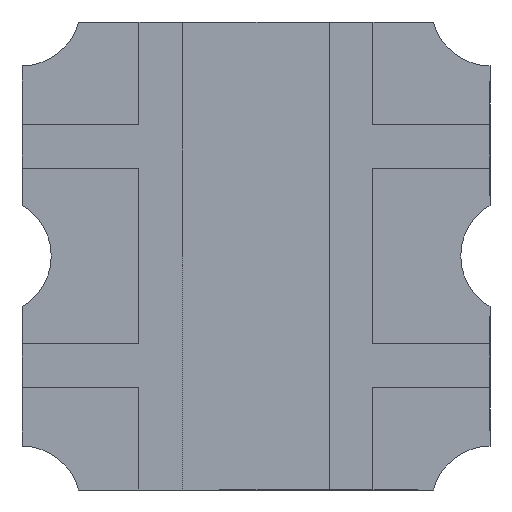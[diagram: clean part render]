
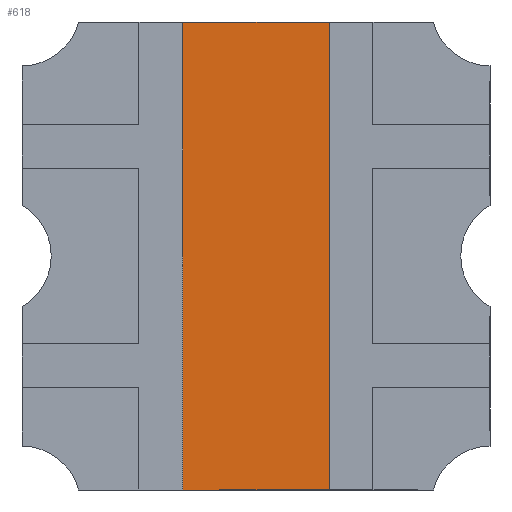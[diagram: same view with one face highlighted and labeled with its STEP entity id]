
A CAD part, front view. The second image highlights one B-rep face of the part: STEP entity #618.
In plain terms, the highlighted planar face has unit normal (0, -1, 0).
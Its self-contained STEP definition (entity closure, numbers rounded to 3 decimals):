
#57 = DIRECTION ( 'NONE',  ( 0., -1., 0. ) ) ;
#104 = CARTESIAN_POINT ( 'NONE',  ( 0.25, 0., 0.8 ) ) ;
#138 = CARTESIAN_POINT ( 'NONE',  ( -0.25, 0., -0.8 ) ) ;
#139 = DIRECTION ( 'NONE',  ( 0., 0., -1. ) ) ;
#142 = LINE ( 'NONE', #104, #190 ) ;
#190 = VECTOR ( 'NONE', #468, 1000. ) ;
#259 = ORIENTED_EDGE ( 'NONE', *, *, #1073, .F. ) ;
#262 = DIRECTION ( 'NONE',  ( 0., 0., 1. ) ) ;
#269 = EDGE_CURVE ( 'NONE', #880, #302, #142, .T. ) ;
#294 = ORIENTED_EDGE ( 'NONE', *, *, #1113, .T. ) ;
#302 = VERTEX_POINT ( 'NONE', #1332 ) ;
#350 = VECTOR ( 'NONE', #651, 1000. ) ;
#367 = CARTESIAN_POINT ( 'NONE',  ( -0.25, 0., 0.8 ) ) ;
#384 = PLANE ( 'NONE',  #1310 ) ;
#417 = VERTEX_POINT ( 'NONE', #138 ) ;
#468 = DIRECTION ( 'NONE',  ( 0., 0., -1. ) ) ;
#586 = LINE ( 'NONE', #707, #350 ) ;
#618 = ADVANCED_FACE ( 'NONE', ( #1401 ), #384, .T. ) ;
#641 = CARTESIAN_POINT ( 'NONE',  ( -0.8, 0., -0.85 ) ) ;
#651 = DIRECTION ( 'NONE',  ( 1., 0., 0. ) ) ;
#703 = CARTESIAN_POINT ( 'NONE',  ( -0.606, 0., 0.8 ) ) ;
#707 = CARTESIAN_POINT ( 'NONE',  ( -0.606, 0., -0.8 ) ) ;
#786 = VERTEX_POINT ( 'NONE', #1247 ) ;
#798 = VECTOR ( 'NONE', #894, 1000. ) ;
#815 = LINE ( 'NONE', #367, #963 ) ;
#830 = ORIENTED_EDGE ( 'NONE', *, *, #269, .F. ) ;
#880 = VERTEX_POINT ( 'NONE', #1365 ) ;
#894 = DIRECTION ( 'NONE',  ( 1., 0., 0. ) ) ;
#963 = VECTOR ( 'NONE', #262, 1000. ) ;
#1073 = EDGE_CURVE ( 'NONE', #417, #786, #815, .T. ) ;
#1113 = EDGE_CURVE ( 'NONE', #417, #302, #586, .T. ) ;
#1247 = CARTESIAN_POINT ( 'NONE',  ( -0.25, 0., 0.8 ) ) ;
#1260 = ORIENTED_EDGE ( 'NONE', *, *, #1336, .F. ) ;
#1310 = AXIS2_PLACEMENT_3D ( 'NONE', #641, #57, #139 ) ;
#1318 = LINE ( 'NONE', #703, #798 ) ;
#1332 = CARTESIAN_POINT ( 'NONE',  ( 0.25, 0., -0.8 ) ) ;
#1336 = EDGE_CURVE ( 'NONE', #786, #880, #1318, .T. ) ;
#1360 = EDGE_LOOP ( 'NONE', ( #259, #294, #830, #1260 ) ) ;
#1365 = CARTESIAN_POINT ( 'NONE',  ( 0.25, 0., 0.8 ) ) ;
#1401 = FACE_OUTER_BOUND ( 'NONE', #1360, .T. ) ;
